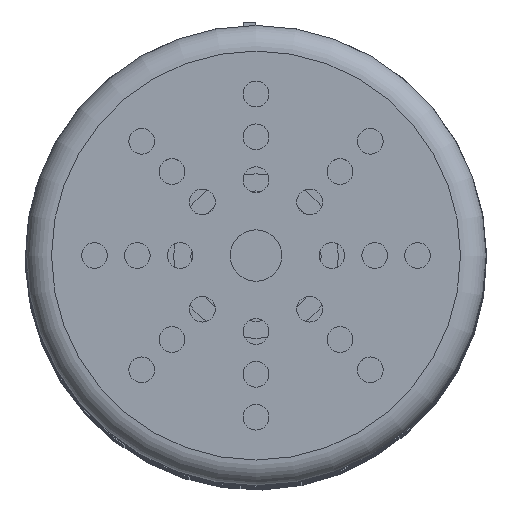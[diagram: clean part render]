
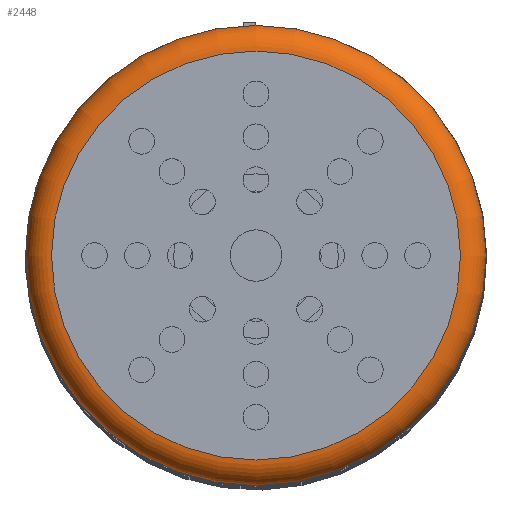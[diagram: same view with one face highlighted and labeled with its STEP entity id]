
A CAD part, top view. The second image highlights one B-rep face of the part: STEP entity #2448.
In plain terms, the highlighted toroidal (fillet/blend) face has major radius 23.85 mm and minor radius 3 mm.
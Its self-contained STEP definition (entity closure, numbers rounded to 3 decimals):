
#2421=CARTESIAN_POINT('',(0.0,0.0,3.0));
#2422=DIRECTION('',(0.0,0.0,-1.0));
#2423=DIRECTION('',(-1.0,0.0,0.0));
#2424=AXIS2_PLACEMENT_3D('',#2421,#2422,#2423);
#2425=TOROIDAL_SURFACE('',#2424,23.85,3.0);
#2426=CARTESIAN_POINT('',(26.85,0.,3.0));
#2427=VERTEX_POINT('',#2426);
#2428=CARTESIAN_POINT('',(0.0,0.0,3.0));
#2429=DIRECTION('',(0.0,0.0,-1.0));
#2430=DIRECTION('',(-1.0,0.0,0.0));
#2431=AXIS2_PLACEMENT_3D('',#2428,#2429,#2430);
#2432=CIRCLE('',#2431,26.85);
#2433=EDGE_CURVE('',#2427,#2427,#2432,.T.);
#2434=ORIENTED_EDGE('',*,*,#2433,.T.);
#2435=EDGE_LOOP('',(#2434));
#2436=FACE_OUTER_BOUND('',#2435,.T.);
#2437=CARTESIAN_POINT('',(23.85,0.,0.0));
#2438=VERTEX_POINT('',#2437);
#2439=CARTESIAN_POINT('',(0.0,0.0,0.0));
#2440=DIRECTION('',(0.0,0.0,1.0));
#2441=DIRECTION('',(-1.0,0.0,0.0));
#2442=AXIS2_PLACEMENT_3D('',#2439,#2440,#2441);
#2443=CIRCLE('',#2442,23.85);
#2444=EDGE_CURVE('',#2438,#2438,#2443,.T.);
#2445=ORIENTED_EDGE('',*,*,#2444,.T.);
#2446=EDGE_LOOP('',(#2445));
#2447=FACE_BOUND('',#2446,.T.);
#2448=ADVANCED_FACE('',(#2436,#2447),#2425,.T.);
